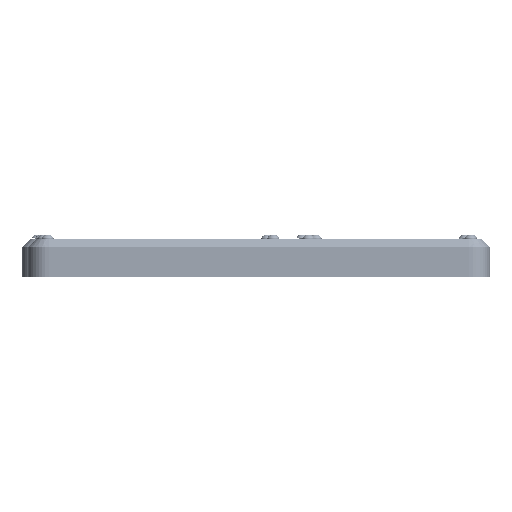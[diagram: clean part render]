
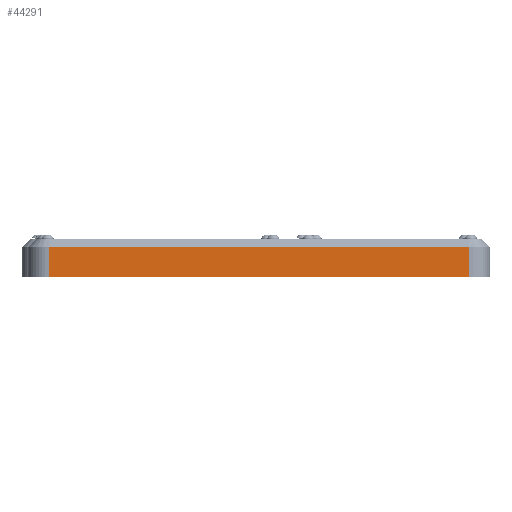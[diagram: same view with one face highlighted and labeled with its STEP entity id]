
A CAD part, left-side view. The second image highlights one B-rep face of the part: STEP entity #44291.
In plain terms, the highlighted planar face has unit normal (-1, 0, 0).
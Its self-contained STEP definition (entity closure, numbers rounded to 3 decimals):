
#1898=PLANE('',#46799);
#4354=FACE_OUTER_BOUND('',#6746,.T.);
#6746=EDGE_LOOP('',(#41399,#41400,#41401,#41402));
#12849=LINE('',#74964,#18630);
#12911=LINE('',#75200,#18692);
#12912=LINE('',#75203,#18693);
#12913=LINE('',#75204,#18694);
#18630=VECTOR('',#57015,10.);
#18692=VECTOR('',#57245,10.);
#18693=VECTOR('',#57248,10.);
#18694=VECTOR('',#57249,10.);
#22898=VERTEX_POINT('',#74954);
#22900=VERTEX_POINT('',#74960);
#22991=VERTEX_POINT('',#75198);
#22992=VERTEX_POINT('',#75202);
#29061=EDGE_CURVE('',#22898,#22900,#12849,.T.);
#29179=EDGE_CURVE('',#22898,#22991,#12911,.T.);
#29180=EDGE_CURVE('',#22992,#22991,#12912,.T.);
#29181=EDGE_CURVE('',#22900,#22992,#12913,.T.);
#41399=ORIENTED_EDGE('',*,*,#29061,.F.);
#41400=ORIENTED_EDGE('',*,*,#29179,.T.);
#41401=ORIENTED_EDGE('',*,*,#29180,.F.);
#41402=ORIENTED_EDGE('',*,*,#29181,.F.);
#44291=ADVANCED_FACE('',(#4354),#1898,.T.);
#46799=AXIS2_PLACEMENT_3D('',#75201,#57246,#57247);
#57015=DIRECTION('',(0.,-1.,0.));
#57245=DIRECTION('',(0.,0.,-1.));
#57246=DIRECTION('center_axis',(-1.,0.,0.));
#57247=DIRECTION('ref_axis',(0.,1.,0.));
#57248=DIRECTION('',(0.,1.,0.));
#57249=DIRECTION('',(0.,0.,-1.));
#74954=CARTESIAN_POINT('',(-223.,176.698,14.));
#74960=CARTESIAN_POINT('',(-223.,-23.441,14.));
#74964=CARTESIAN_POINT('',(-223.,26.594,14.));
#75198=CARTESIAN_POINT('',(-223.,176.698,0.));
#75200=CARTESIAN_POINT('',(-223.,176.698,18.));
#75201=CARTESIAN_POINT('Origin',(-223.,-23.441,18.));
#75202=CARTESIAN_POINT('',(-223.,-23.441,0.));
#75203=CARTESIAN_POINT('',(-223.,176.698,0.));
#75204=CARTESIAN_POINT('',(-223.,-23.441,18.));
